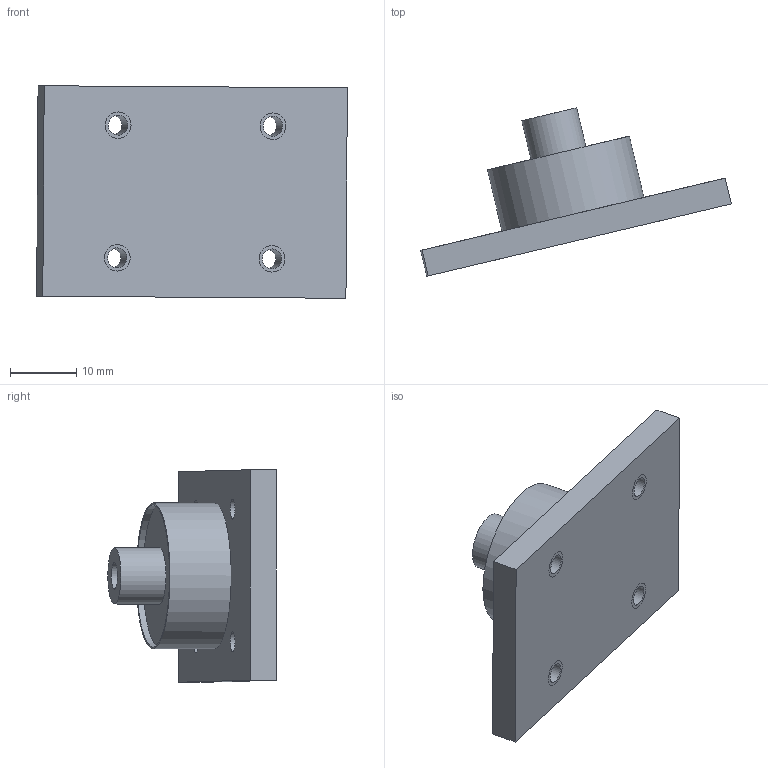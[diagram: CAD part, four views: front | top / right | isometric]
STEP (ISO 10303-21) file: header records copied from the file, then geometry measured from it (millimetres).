
FILE_DESCRIPTION(/* description */ (''),/* implementation_level */ '2;1');
FILE_NAME(/* name */ '',/* time_stamp */ '2025-12-26T15:21:09+03:00',/* author */ ('katya_notebook'),/* organization */ (''),/* preprocessor_version */ 'ST-DEVELOPER v20',/* originating_system */ 'Autodesk Inventor 2024',/* authorisation */ '');
FILE_SCHEMA (('AUTOMOTIVE_DESIGN { 1 0 10303 214 3 1 1 }'));
Length unit declared in the file: millimetre
Products named in the file (1): ступица
Bounding box: 46.86 x 25.39 x 32.06 mm (x, y, z)
Volume: 9413.4 mm3; surface area: 4707.8 mm2
Topology: 1 solids, 1 shells, 22 faces, 41 edges, 29 vertices
Faces by surface type: plane 14, cylinder 8
Full cylindrical faces by diameter (mm): 3 x4, 4 x1, 8.5 x1, 21.5 x1, 22 x1
Entity records: 625 total; most frequent: DIRECTION 108, CARTESIAN_POINT 93, ORIENTED_EDGE 82, AXIS2_PLACEMENT_3D 44, EDGE_CURVE 41, EDGE_LOOP 38, VERTEX_POINT 29, FACE_OUTER_BOUND 22
